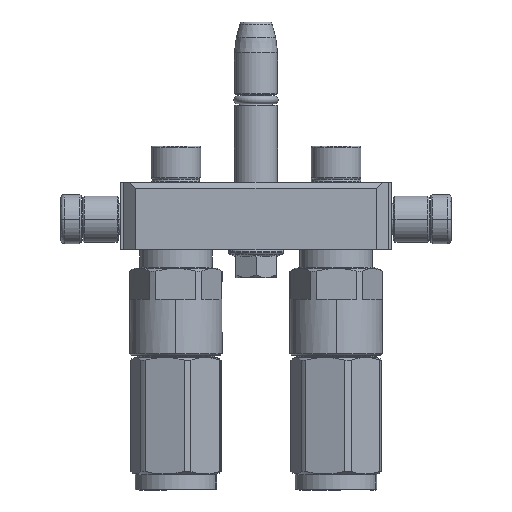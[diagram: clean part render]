
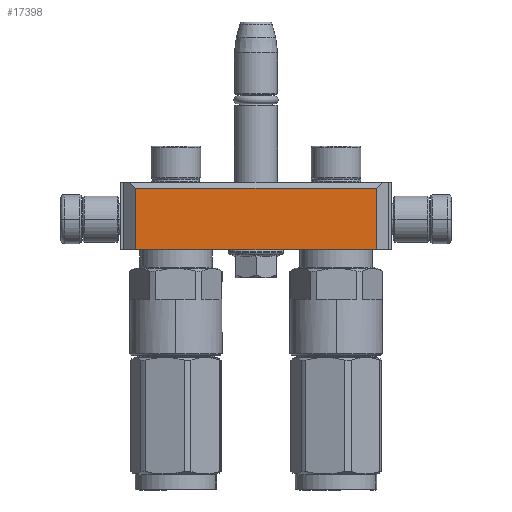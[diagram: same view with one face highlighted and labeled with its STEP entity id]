
A CAD part, left-side view. The second image highlights one B-rep face of the part: STEP entity #17398.
In plain terms, the highlighted planar face has unit normal (-1, 0, 0).
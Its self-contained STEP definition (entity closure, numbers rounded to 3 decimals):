
#2867 = ORIENTED_EDGE ( 'NONE', *, *, #8456, .F. ) ;
#3929 = AXIS2_PLACEMENT_3D ( 'NONE', #19356, #14983, #23201 ) ;
#4269 = LINE ( 'NONE', #53445, #48168 ) ;
#6405 = PLANE ( 'NONE',  #3929 ) ;
#7237 = EDGE_LOOP ( 'NONE', ( #2867, #47965, #37828, #14343 ) ) ;
#7457 = DIRECTION ( 'NONE',  ( 0., 0., -1. ) ) ;
#7731 = CARTESIAN_POINT ( 'NONE',  ( -40., -39., 22. ) ) ;
#7763 = LINE ( 'NONE', #36434, #51012 ) ;
#8082 = DIRECTION ( 'NONE',  ( 0., 0., -1. ) ) ;
#8456 = EDGE_CURVE ( 'NONE', #17812, #47683, #15097, .T. ) ;
#14343 = ORIENTED_EDGE ( 'NONE', *, *, #18431, .F. ) ;
#14983 = DIRECTION ( 'NONE',  ( -1., 0., 0. ) ) ;
#15097 = LINE ( 'NONE', #32691, #28155 ) ;
#15460 = EDGE_CURVE ( 'NONE', #41441, #24001, #7763, .T. ) ;
#15545 = DIRECTION ( 'NONE',  ( 0., 1., 0. ) ) ;
#15985 = EDGE_CURVE ( 'NONE', #17812, #24001, #4269, .T. ) ;
#17398 = ADVANCED_FACE ( 'NONE', ( #19772 ), #6405, .T. ) ;
#17812 = VERTEX_POINT ( 'NONE', #39651 ) ;
#18431 = EDGE_CURVE ( 'NONE', #47683, #41441, #51839, .T. ) ;
#19356 = CARTESIAN_POINT ( 'NONE',  ( -40., 44., 0. ) ) ;
#19772 = FACE_OUTER_BOUND ( 'NONE', #7237, .T. ) ;
#20229 = DIRECTION ( 'NONE',  ( 0., -1., 0. ) ) ;
#23201 = DIRECTION ( 'NONE',  ( 0., -1., 0. ) ) ;
#24001 = VERTEX_POINT ( 'NONE', #26073 ) ;
#26073 = CARTESIAN_POINT ( 'NONE',  ( -40., 39., 2. ) ) ;
#28155 = VECTOR ( 'NONE', #20229, 1000. ) ;
#30171 = VECTOR ( 'NONE', #8082, 1000. ) ;
#32691 = CARTESIAN_POINT ( 'NONE',  ( -40., 39., 22. ) ) ;
#34447 = CARTESIAN_POINT ( 'NONE',  ( -40., -39., 22. ) ) ;
#36434 = CARTESIAN_POINT ( 'NONE',  ( -40., -39., 2. ) ) ;
#37828 = ORIENTED_EDGE ( 'NONE', *, *, #15460, .F. ) ;
#39651 = CARTESIAN_POINT ( 'NONE',  ( -40., 39., 22. ) ) ;
#41441 = VERTEX_POINT ( 'NONE', #45306 ) ;
#45306 = CARTESIAN_POINT ( 'NONE',  ( -40., -39., 2. ) ) ;
#47683 = VERTEX_POINT ( 'NONE', #34447 ) ;
#47965 = ORIENTED_EDGE ( 'NONE', *, *, #15985, .T. ) ;
#48168 = VECTOR ( 'NONE', #7457, 1000. ) ;
#51012 = VECTOR ( 'NONE', #15545, 1000. ) ;
#51839 = LINE ( 'NONE', #7731, #30171 ) ;
#53445 = CARTESIAN_POINT ( 'NONE',  ( -40., 39., 22. ) ) ;
